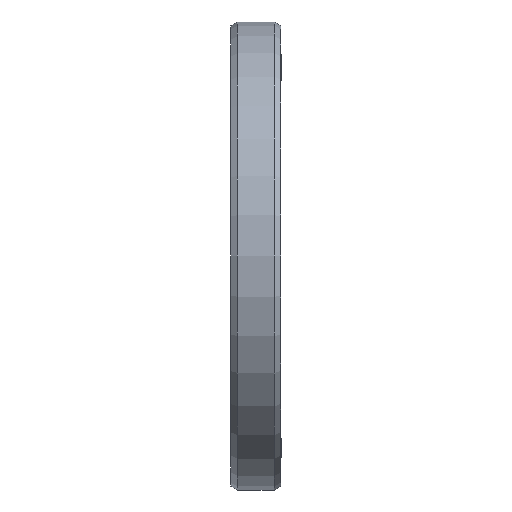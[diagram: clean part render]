
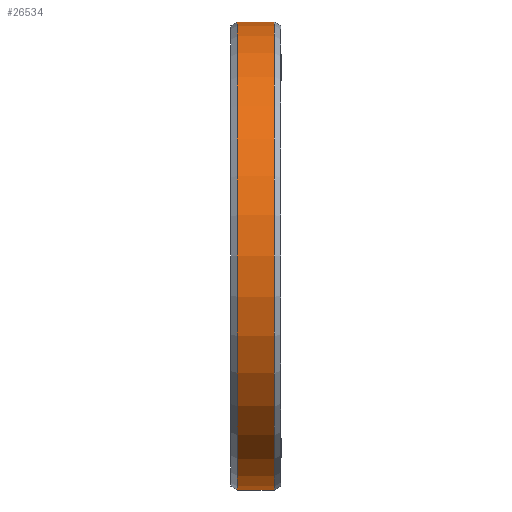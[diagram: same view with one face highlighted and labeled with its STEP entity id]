
A CAD part, left-side view. The second image highlights one B-rep face of the part: STEP entity #26534.
In plain terms, the highlighted cylindrical face has radius 70 mm (diameter 140 mm), a partial arc.
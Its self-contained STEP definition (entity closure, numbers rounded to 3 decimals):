
#25564=CARTESIAN_POINT('',(0.,-5.5,0.));
#25565=DIRECTION('',(0.,1.,0.));
#25566=DIRECTION('',(0.,0.,-1.));
#25567=AXIS2_PLACEMENT_3D('',#25564,#25565,#25566);
#25572=DIRECTION('',(0.,1.,0.));
#25573=VECTOR('',#25572,11.);
#25574=CARTESIAN_POINT('',(0.,-5.5,-70.));
#25575=LINE('',#25574,#25573);
#25587=DIRECTION('',(0.,1.,0.));
#25588=VECTOR('',#25587,11.);
#25589=CARTESIAN_POINT('',(0.,-5.5,70.));
#25590=LINE('',#25589,#25588);
#25616=CARTESIAN_POINT('',(0.,5.5,0.));
#25617=DIRECTION('',(0.,1.,0.));
#25618=DIRECTION('',(0.,0.,-1.));
#25619=AXIS2_PLACEMENT_3D('',#25616,#25617,#25618);
#25983=CARTESIAN_POINT('',(0.,-5.5,-70.));
#25985=VERTEX_POINT('',#25983);
#25986=CARTESIAN_POINT('',(0.,5.5,-70.));
#25987=VERTEX_POINT('',#25986);
#26023=CARTESIAN_POINT('',(0.,-5.5,70.));
#26025=VERTEX_POINT('',#26023);
#26026=CARTESIAN_POINT('',(0.,5.5,70.));
#26027=VERTEX_POINT('',#26026);
#26520=CARTESIAN_POINT('',(0.,-8.25,0.));
#26521=DIRECTION('',(0.,1.,0.));
#26522=DIRECTION('',(0.,0.,-1.));
#26523=AXIS2_PLACEMENT_3D('',#26520,#26521,#26522);
#26524=CYLINDRICAL_SURFACE('',#26523,70.);
#26526=ORIENTED_EDGE('',*,*,#26525,.T.);
#26528=ORIENTED_EDGE('',*,*,#26527,.T.);
#26530=ORIENTED_EDGE('',*,*,#26529,.F.);
#26531=ORIENTED_EDGE('',*,*,#26506,.F.);
#26532=EDGE_LOOP('',(#26526,#26528,#26530,#26531));
#26533=FACE_OUTER_BOUND('',#26532,.F.);
#25568=CIRCLE('',#25567,70.);
#25620=CIRCLE('',#25619,70.);
#26506=EDGE_CURVE('',#25985,#26025,#25568,.T.);
#26525=EDGE_CURVE('',#25985,#25987,#25575,.T.);
#26527=EDGE_CURVE('',#25987,#26027,#25620,.T.);
#26529=EDGE_CURVE('',#26025,#26027,#25590,.T.);
#26534=ADVANCED_FACE('',(#26533),#26524,.T.);
